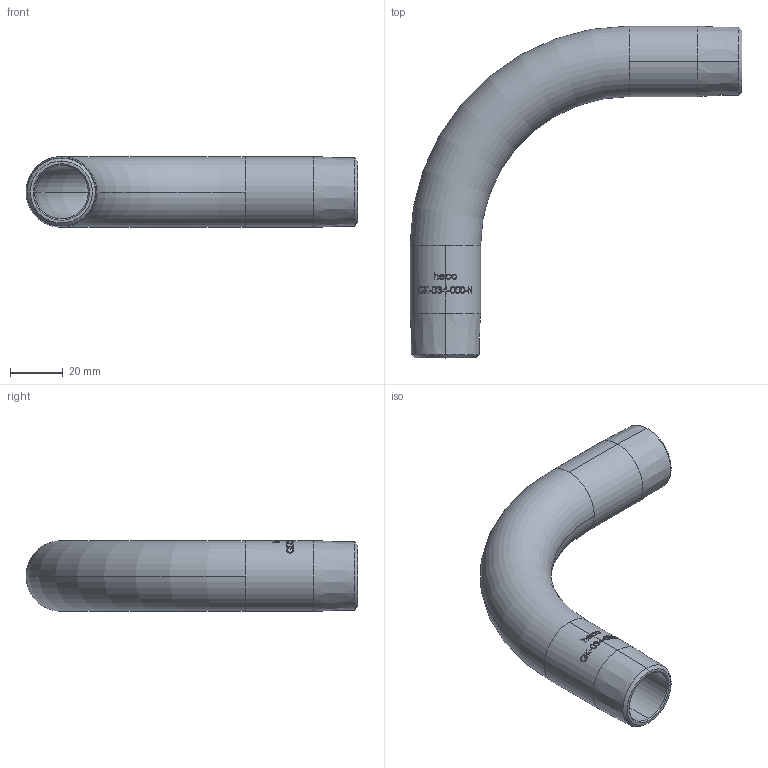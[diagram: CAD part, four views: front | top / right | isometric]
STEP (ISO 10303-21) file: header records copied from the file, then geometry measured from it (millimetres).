
FILE_DESCRIPTION (( 'STEP AP214' ), '1' );
FILE_NAME ('GK-034-000-N Gewindekrümmer.STEP', '2018-06-12T09:07:49', ( '' ), ( '' ), 'SwSTEP 2.0', 'SolidWorks 2016', '' );
FILE_SCHEMA (( 'AUTOMOTIVE_DESIGN' ));
Length unit declared in the file: millimetre
Products named in the file (1): GK-034-000-N Gewindekrümmer
Bounding box: 126.45 x 126.45 x 26.9 mm (x, y, z)
Volume: 45827.4 mm3; surface area: 29375.9 mm2
Topology: 1 solids, 1 shells, 211 faces, 554 edges, 366 vertices
Faces by surface type: bspline 106, plane 56, cylinder 33, cone 12, torus 4
Entity records: 22143 total; most frequent: CARTESIAN_POINT 15830, ORIENTED_EDGE 1108, EDGE_CURVE 554, DIRECTION 533, VERTEX_POINT 366, B_SPLINE_CURVE_WITH_KNOTS 337, EDGE_LOOP 234, ADVANCED_FACE 211
